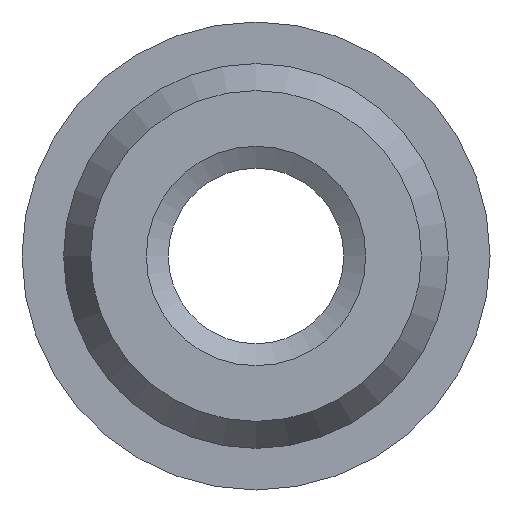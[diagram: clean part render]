
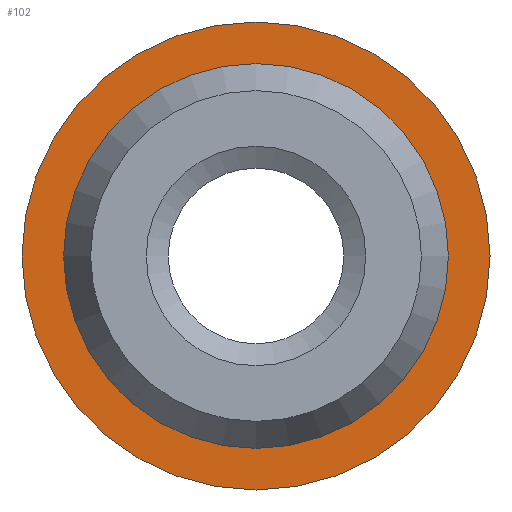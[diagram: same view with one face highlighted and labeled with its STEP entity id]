
A CAD part, front view. The second image highlights one B-rep face of the part: STEP entity #102.
In plain terms, the highlighted planar face has unit normal (0, -1, 0).
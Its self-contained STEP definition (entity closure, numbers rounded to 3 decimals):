
#102 = ADVANCED_FACE( '', ( #215, #216 ), #217, .F. );
#215 = FACE_BOUND( '', #330, .T. );
#216 = FACE_OUTER_BOUND( '', #331, .T. );
#217 = PLANE( '', #332 );
#330 = EDGE_LOOP( '', ( #528 ) );
#331 = EDGE_LOOP( '', ( #529 ) );
#332 = AXIS2_PLACEMENT_3D( '', #530, #531, #532 );
#528 = ORIENTED_EDGE( '', *, *, #578, .F. );
#529 = ORIENTED_EDGE( '', *, *, #588, .T. );
#530 = CARTESIAN_POINT( '', ( 8., 6.5, 0. ) );
#531 = DIRECTION( '', ( 0., 1., 0. ) );
#532 = DIRECTION( '', ( 0., 0., 1. ) );
#578 = EDGE_CURVE( '', #662, #662, #663, .T. );
#588 = EDGE_CURVE( '', #678, #678, #679, .T. );
#662 = VERTEX_POINT( '', #796 );
#663 = CIRCLE( '', #797, 5.6 );
#678 = VERTEX_POINT( '', #822 );
#679 = CIRCLE( '', #823, 8. );
#796 = CARTESIAN_POINT( '', ( 0., 6.5, -5.6 ) );
#797 = AXIS2_PLACEMENT_3D( '', #958, #959, #960 );
#822 = CARTESIAN_POINT( '', ( 0., 6.5, -8. ) );
#823 = AXIS2_PLACEMENT_3D( '', #970, #971, #972 );
#958 = CARTESIAN_POINT( '', ( 0., 6.5, 0. ) );
#959 = DIRECTION( '', ( 0., -1., 0. ) );
#960 = DIRECTION( '', ( 0., 0., -1. ) );
#970 = CARTESIAN_POINT( '', ( 0., 6.5, 0. ) );
#971 = DIRECTION( '', ( 0., -1., 0. ) );
#972 = DIRECTION( '', ( 0., 0., -1. ) );
